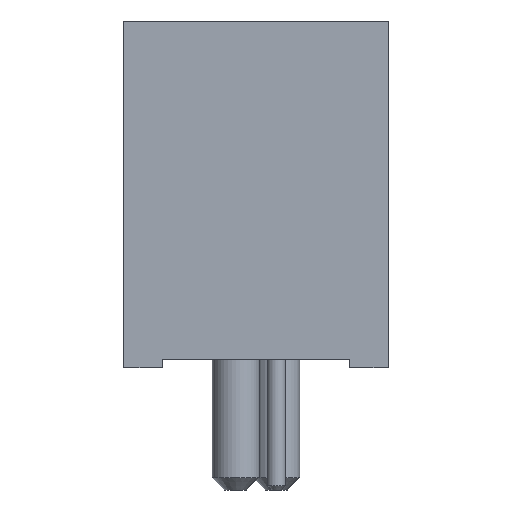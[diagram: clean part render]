
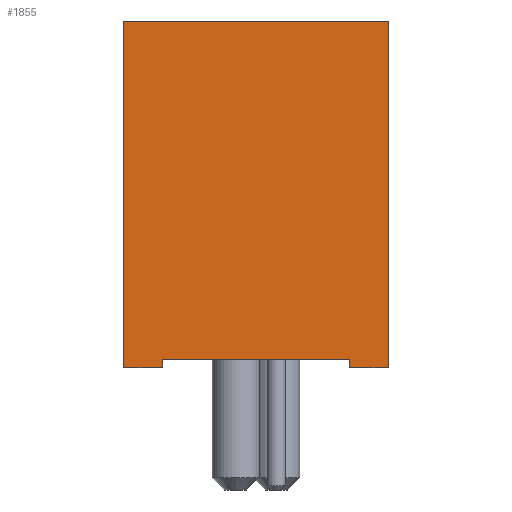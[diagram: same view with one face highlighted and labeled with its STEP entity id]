
A CAD part, left-side view. The second image highlights one B-rep face of the part: STEP entity #1855.
In plain terms, the highlighted planar face has unit normal (-1, 0, 0).
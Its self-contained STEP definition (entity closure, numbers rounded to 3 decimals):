
#192 = PLANE('',#193);
#193 = AXIS2_PLACEMENT_3D('',#194,#195,#196);
#194 = CARTESIAN_POINT('',(8.5,-3.25,0.));
#195 = DIRECTION('',(0.,-1.,0.));
#196 = DIRECTION('',(-1.,0.,0.));
#247 = PLANE('',#248);
#248 = AXIS2_PLACEMENT_3D('',#249,#250,#251);
#249 = CARTESIAN_POINT('',(-8.5,3.25,0.));
#250 = DIRECTION('',(0.,1.,0.));
#251 = DIRECTION('',(1.,0.,0.));
#559 = VERTEX_POINT('',#560);
#560 = CARTESIAN_POINT('',(-8.5,-3.25,8.5));
#574 = PLANE('',#575);
#575 = AXIS2_PLACEMENT_3D('',#576,#577,#578);
#576 = CARTESIAN_POINT('',(-8.5,3.25,8.5));
#577 = DIRECTION('',(0.,0.,1.));
#578 = DIRECTION('',(1.,0.,0.));
#586 = EDGE_CURVE('',#587,#559,#589,.T.);
#587 = VERTEX_POINT('',#588);
#588 = CARTESIAN_POINT('',(-8.5,-3.25,0.));
#589 = SURFACE_CURVE('',#590,(#594,#601),.PCURVE_S1.);
#590 = LINE('',#591,#592);
#591 = CARTESIAN_POINT('',(-8.5,-3.25,0.));
#592 = VECTOR('',#593,1.);
#593 = DIRECTION('',(0.,0.,1.));
#594 = PCURVE('',#192,#595);
#595 = DEFINITIONAL_REPRESENTATION('',(#596),#600);
#596 = LINE('',#597,#598);
#597 = CARTESIAN_POINT('',(17.,0.));
#598 = VECTOR('',#599,1.);
#599 = DIRECTION('',(0.,-1.));
#600 = ( GEOMETRIC_REPRESENTATION_CONTEXT(2) 
PARAMETRIC_REPRESENTATION_CONTEXT() REPRESENTATION_CONTEXT('2D SPACE',''
  ) );
#601 = PCURVE('',#602,#607);
#602 = PLANE('',#603);
#603 = AXIS2_PLACEMENT_3D('',#604,#605,#606);
#604 = CARTESIAN_POINT('',(-8.5,-3.25,0.));
#605 = DIRECTION('',(-1.,0.,0.));
#606 = DIRECTION('',(0.,1.,0.));
#607 = DEFINITIONAL_REPRESENTATION('',(#608),#612);
#608 = LINE('',#609,#610);
#609 = CARTESIAN_POINT('',(0.,0.));
#610 = VECTOR('',#611,1.);
#611 = DIRECTION('',(0.,-1.));
#612 = ( GEOMETRIC_REPRESENTATION_CONTEXT(2) 
PARAMETRIC_REPRESENTATION_CONTEXT() REPRESENTATION_CONTEXT('2D SPACE',''
  ) );
#630 = PLANE('',#631);
#631 = AXIS2_PLACEMENT_3D('',#632,#633,#634);
#632 = CARTESIAN_POINT('',(-8.5,3.25,0.));
#633 = DIRECTION('',(0.,0.,1.));
#634 = DIRECTION('',(1.,0.,0.));
#1007 = VERTEX_POINT('',#1008);
#1008 = CARTESIAN_POINT('',(-8.5,3.25,0.));
#1024 = PLANE('',#1025);
#1025 = AXIS2_PLACEMENT_3D('',#1026,#1027,#1028);
#1026 = CARTESIAN_POINT('',(-8.5,3.25,0.));
#1027 = DIRECTION('',(0.,0.,1.));
#1028 = DIRECTION('',(1.,0.,0.));
#1036 = EDGE_CURVE('',#1007,#1037,#1039,.T.);
#1037 = VERTEX_POINT('',#1038);
#1038 = CARTESIAN_POINT('',(-8.5,3.25,8.5));
#1039 = SURFACE_CURVE('',#1040,(#1044,#1051),.PCURVE_S1.);
#1040 = LINE('',#1041,#1042);
#1041 = CARTESIAN_POINT('',(-8.5,3.25,0.));
#1042 = VECTOR('',#1043,1.);
#1043 = DIRECTION('',(0.,0.,1.));
#1044 = PCURVE('',#247,#1045);
#1045 = DEFINITIONAL_REPRESENTATION('',(#1046),#1050);
#1046 = LINE('',#1047,#1048);
#1047 = CARTESIAN_POINT('',(0.,0.));
#1048 = VECTOR('',#1049,1.);
#1049 = DIRECTION('',(0.,-1.));
#1050 = ( GEOMETRIC_REPRESENTATION_CONTEXT(2) 
PARAMETRIC_REPRESENTATION_CONTEXT() REPRESENTATION_CONTEXT('2D SPACE',''
  ) );
#1051 = PCURVE('',#602,#1052);
#1052 = DEFINITIONAL_REPRESENTATION('',(#1053),#1057);
#1053 = LINE('',#1054,#1055);
#1054 = CARTESIAN_POINT('',(6.5,0.));
#1055 = VECTOR('',#1056,1.);
#1056 = DIRECTION('',(0.,-1.));
#1057 = ( GEOMETRIC_REPRESENTATION_CONTEXT(2) 
PARAMETRIC_REPRESENTATION_CONTEXT() REPRESENTATION_CONTEXT('2D SPACE',''
  ) );
#1795 = PLANE('',#1796);
#1796 = AXIS2_PLACEMENT_3D('',#1797,#1798,#1799);
#1797 = CARTESIAN_POINT('',(-8.5,-2.3,0.));
#1798 = DIRECTION('',(0.,-1.,0.));
#1799 = DIRECTION('',(0.,0.,1.));
#1811 = VERTEX_POINT('',#1812);
#1812 = CARTESIAN_POINT('',(-8.5,-2.3,0.));
#1833 = EDGE_CURVE('',#587,#1811,#1834,.T.);
#1834 = SURFACE_CURVE('',#1835,(#1839,#1846),.PCURVE_S1.);
#1835 = LINE('',#1836,#1837);
#1836 = CARTESIAN_POINT('',(-8.5,-3.25,0.));
#1837 = VECTOR('',#1838,1.);
#1838 = DIRECTION('',(0.,1.,0.));
#1839 = PCURVE('',#630,#1840);
#1840 = DEFINITIONAL_REPRESENTATION('',(#1841),#1845);
#1841 = LINE('',#1842,#1843);
#1842 = CARTESIAN_POINT('',(0.,-6.5));
#1843 = VECTOR('',#1844,1.);
#1844 = DIRECTION('',(0.,1.));
#1845 = ( GEOMETRIC_REPRESENTATION_CONTEXT(2) 
PARAMETRIC_REPRESENTATION_CONTEXT() REPRESENTATION_CONTEXT('2D SPACE',''
  ) );
#1846 = PCURVE('',#602,#1847);
#1847 = DEFINITIONAL_REPRESENTATION('',(#1848),#1852);
#1848 = LINE('',#1849,#1850);
#1849 = CARTESIAN_POINT('',(0.,0.));
#1850 = VECTOR('',#1851,1.);
#1851 = DIRECTION('',(1.,0.));
#1852 = ( GEOMETRIC_REPRESENTATION_CONTEXT(2) 
PARAMETRIC_REPRESENTATION_CONTEXT() REPRESENTATION_CONTEXT('2D SPACE',''
  ) );
#1855 = ADVANCED_FACE('',(#1856),#602,.T.);
#1856 = FACE_BOUND('',#1857,.T.);
#1857 = EDGE_LOOP('',(#1858,#1859,#1860,#1881,#1882,#1905,#1933,#1961));
#1858 = ORIENTED_EDGE('',*,*,#1833,.F.);
#1859 = ORIENTED_EDGE('',*,*,#586,.T.);
#1860 = ORIENTED_EDGE('',*,*,#1861,.T.);
#1861 = EDGE_CURVE('',#559,#1037,#1862,.T.);
#1862 = SURFACE_CURVE('',#1863,(#1867,#1874),.PCURVE_S1.);
#1863 = LINE('',#1864,#1865);
#1864 = CARTESIAN_POINT('',(-8.5,-3.25,8.5));
#1865 = VECTOR('',#1866,1.);
#1866 = DIRECTION('',(0.,1.,0.));
#1867 = PCURVE('',#602,#1868);
#1868 = DEFINITIONAL_REPRESENTATION('',(#1869),#1873);
#1869 = LINE('',#1870,#1871);
#1870 = CARTESIAN_POINT('',(0.,-8.5));
#1871 = VECTOR('',#1872,1.);
#1872 = DIRECTION('',(1.,0.));
#1873 = ( GEOMETRIC_REPRESENTATION_CONTEXT(2) 
PARAMETRIC_REPRESENTATION_CONTEXT() REPRESENTATION_CONTEXT('2D SPACE',''
  ) );
#1874 = PCURVE('',#574,#1875);
#1875 = DEFINITIONAL_REPRESENTATION('',(#1876),#1880);
#1876 = LINE('',#1877,#1878);
#1877 = CARTESIAN_POINT('',(0.,-6.5));
#1878 = VECTOR('',#1879,1.);
#1879 = DIRECTION('',(0.,1.));
#1880 = ( GEOMETRIC_REPRESENTATION_CONTEXT(2) 
PARAMETRIC_REPRESENTATION_CONTEXT() REPRESENTATION_CONTEXT('2D SPACE',''
  ) );
#1881 = ORIENTED_EDGE('',*,*,#1036,.F.);
#1882 = ORIENTED_EDGE('',*,*,#1883,.F.);
#1883 = EDGE_CURVE('',#1884,#1007,#1886,.T.);
#1884 = VERTEX_POINT('',#1885);
#1885 = CARTESIAN_POINT('',(-8.5,2.3,0.));
#1886 = SURFACE_CURVE('',#1887,(#1891,#1898),.PCURVE_S1.);
#1887 = LINE('',#1888,#1889);
#1888 = CARTESIAN_POINT('',(-8.5,-3.25,0.));
#1889 = VECTOR('',#1890,1.);
#1890 = DIRECTION('',(0.,1.,0.));
#1891 = PCURVE('',#602,#1892);
#1892 = DEFINITIONAL_REPRESENTATION('',(#1893),#1897);
#1893 = LINE('',#1894,#1895);
#1894 = CARTESIAN_POINT('',(0.,0.));
#1895 = VECTOR('',#1896,1.);
#1896 = DIRECTION('',(1.,0.));
#1897 = ( GEOMETRIC_REPRESENTATION_CONTEXT(2) 
PARAMETRIC_REPRESENTATION_CONTEXT() REPRESENTATION_CONTEXT('2D SPACE',''
  ) );
#1898 = PCURVE('',#1024,#1899);
#1899 = DEFINITIONAL_REPRESENTATION('',(#1900),#1904);
#1900 = LINE('',#1901,#1902);
#1901 = CARTESIAN_POINT('',(0.,-6.5));
#1902 = VECTOR('',#1903,1.);
#1903 = DIRECTION('',(0.,1.));
#1904 = ( GEOMETRIC_REPRESENTATION_CONTEXT(2) 
PARAMETRIC_REPRESENTATION_CONTEXT() REPRESENTATION_CONTEXT('2D SPACE',''
  ) );
#1905 = ORIENTED_EDGE('',*,*,#1906,.F.);
#1906 = EDGE_CURVE('',#1907,#1884,#1909,.T.);
#1907 = VERTEX_POINT('',#1908);
#1908 = CARTESIAN_POINT('',(-8.5,2.3,0.2));
#1909 = SURFACE_CURVE('',#1910,(#1914,#1921),.PCURVE_S1.);
#1910 = LINE('',#1911,#1912);
#1911 = CARTESIAN_POINT('',(-8.5,2.3,0.2));
#1912 = VECTOR('',#1913,1.);
#1913 = DIRECTION('',(0.,0.,-1.));
#1914 = PCURVE('',#602,#1915);
#1915 = DEFINITIONAL_REPRESENTATION('',(#1916),#1920);
#1916 = LINE('',#1917,#1918);
#1917 = CARTESIAN_POINT('',(5.55,-0.2));
#1918 = VECTOR('',#1919,1.);
#1919 = DIRECTION('',(0.,1.));
#1920 = ( GEOMETRIC_REPRESENTATION_CONTEXT(2) 
PARAMETRIC_REPRESENTATION_CONTEXT() REPRESENTATION_CONTEXT('2D SPACE',''
  ) );
#1921 = PCURVE('',#1922,#1927);
#1922 = PLANE('',#1923);
#1923 = AXIS2_PLACEMENT_3D('',#1924,#1925,#1926);
#1924 = CARTESIAN_POINT('',(-8.5,2.3,0.2));
#1925 = DIRECTION('',(0.,1.,0.));
#1926 = DIRECTION('',(0.,0.,-1.));
#1927 = DEFINITIONAL_REPRESENTATION('',(#1928),#1932);
#1928 = LINE('',#1929,#1930);
#1929 = CARTESIAN_POINT('',(0.,0.));
#1930 = VECTOR('',#1931,1.);
#1931 = DIRECTION('',(1.,0.));
#1932 = ( GEOMETRIC_REPRESENTATION_CONTEXT(2) 
PARAMETRIC_REPRESENTATION_CONTEXT() REPRESENTATION_CONTEXT('2D SPACE',''
  ) );
#1933 = ORIENTED_EDGE('',*,*,#1934,.F.);
#1934 = EDGE_CURVE('',#1935,#1907,#1937,.T.);
#1935 = VERTEX_POINT('',#1936);
#1936 = CARTESIAN_POINT('',(-8.5,-2.3,0.2));
#1937 = SURFACE_CURVE('',#1938,(#1942,#1949),.PCURVE_S1.);
#1938 = LINE('',#1939,#1940);
#1939 = CARTESIAN_POINT('',(-8.5,-2.3,0.2));
#1940 = VECTOR('',#1941,1.);
#1941 = DIRECTION('',(0.,1.,0.));
#1942 = PCURVE('',#602,#1943);
#1943 = DEFINITIONAL_REPRESENTATION('',(#1944),#1948);
#1944 = LINE('',#1945,#1946);
#1945 = CARTESIAN_POINT('',(0.95,-0.2));
#1946 = VECTOR('',#1947,1.);
#1947 = DIRECTION('',(1.,0.));
#1948 = ( GEOMETRIC_REPRESENTATION_CONTEXT(2) 
PARAMETRIC_REPRESENTATION_CONTEXT() REPRESENTATION_CONTEXT('2D SPACE',''
  ) );
#1949 = PCURVE('',#1950,#1955);
#1950 = PLANE('',#1951);
#1951 = AXIS2_PLACEMENT_3D('',#1952,#1953,#1954);
#1952 = CARTESIAN_POINT('',(-8.5,-2.3,0.2));
#1953 = DIRECTION('',(0.,0.,1.));
#1954 = DIRECTION('',(0.,1.,0.));
#1955 = DEFINITIONAL_REPRESENTATION('',(#1956),#1960);
#1956 = LINE('',#1957,#1958);
#1957 = CARTESIAN_POINT('',(0.,0.));
#1958 = VECTOR('',#1959,1.);
#1959 = DIRECTION('',(1.,0.));
#1960 = ( GEOMETRIC_REPRESENTATION_CONTEXT(2) 
PARAMETRIC_REPRESENTATION_CONTEXT() REPRESENTATION_CONTEXT('2D SPACE',''
  ) );
#1961 = ORIENTED_EDGE('',*,*,#1962,.F.);
#1962 = EDGE_CURVE('',#1811,#1935,#1963,.T.);
#1963 = SURFACE_CURVE('',#1964,(#1968,#1975),.PCURVE_S1.);
#1964 = LINE('',#1965,#1966);
#1965 = CARTESIAN_POINT('',(-8.5,-2.3,0.));
#1966 = VECTOR('',#1967,1.);
#1967 = DIRECTION('',(0.,0.,1.));
#1968 = PCURVE('',#602,#1969);
#1969 = DEFINITIONAL_REPRESENTATION('',(#1970),#1974);
#1970 = LINE('',#1971,#1972);
#1971 = CARTESIAN_POINT('',(0.95,0.));
#1972 = VECTOR('',#1973,1.);
#1973 = DIRECTION('',(0.,-1.));
#1974 = ( GEOMETRIC_REPRESENTATION_CONTEXT(2) 
PARAMETRIC_REPRESENTATION_CONTEXT() REPRESENTATION_CONTEXT('2D SPACE',''
  ) );
#1975 = PCURVE('',#1795,#1976);
#1976 = DEFINITIONAL_REPRESENTATION('',(#1977),#1981);
#1977 = LINE('',#1978,#1979);
#1978 = CARTESIAN_POINT('',(0.,0.));
#1979 = VECTOR('',#1980,1.);
#1980 = DIRECTION('',(1.,0.));
#1981 = ( GEOMETRIC_REPRESENTATION_CONTEXT(2) 
PARAMETRIC_REPRESENTATION_CONTEXT() REPRESENTATION_CONTEXT('2D SPACE',''
  ) );
